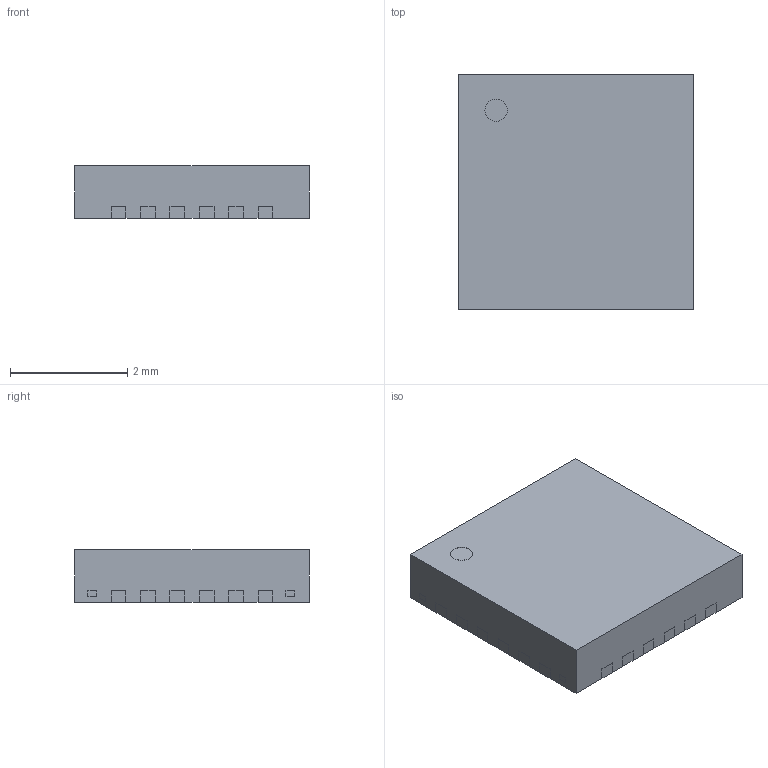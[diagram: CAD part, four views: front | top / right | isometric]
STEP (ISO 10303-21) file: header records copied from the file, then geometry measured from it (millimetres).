
FILE_DESCRIPTION (( 'STEP AP214' ), '1' );
FILE_NAME ('MP2637GR.STEP', '2022-07-22T05:40:24', ( '' ), ( '' ), 'SwSTEP 2.0', 'SolidWorks 2017', '' );
FILE_SCHEMA (( 'AUTOMOTIVE_DESIGN' ));
Length unit declared in the file: millimetre
Products named in the file (1): MP2637GR
Bounding box: 4 x 4 x 0.9 mm (x, y, z)
Volume: 14.4 mm3; surface area: 89.3 mm2
Topology: 24 solids, 24 shells, 1135 faces, 3208 edges, 2116 vertices
Faces by surface type: plane 809, cylinder 326
Entity records: 43365 total; most frequent: CARTESIAN_POINT 6466, ORIENTED_EDGE 6416, DIRECTION 6158, EDGE_CURVE 3208, LINE 2526, VECTOR 2526, VERTEX_POINT 2116, AXIS2_PLACEMENT_3D 1816
